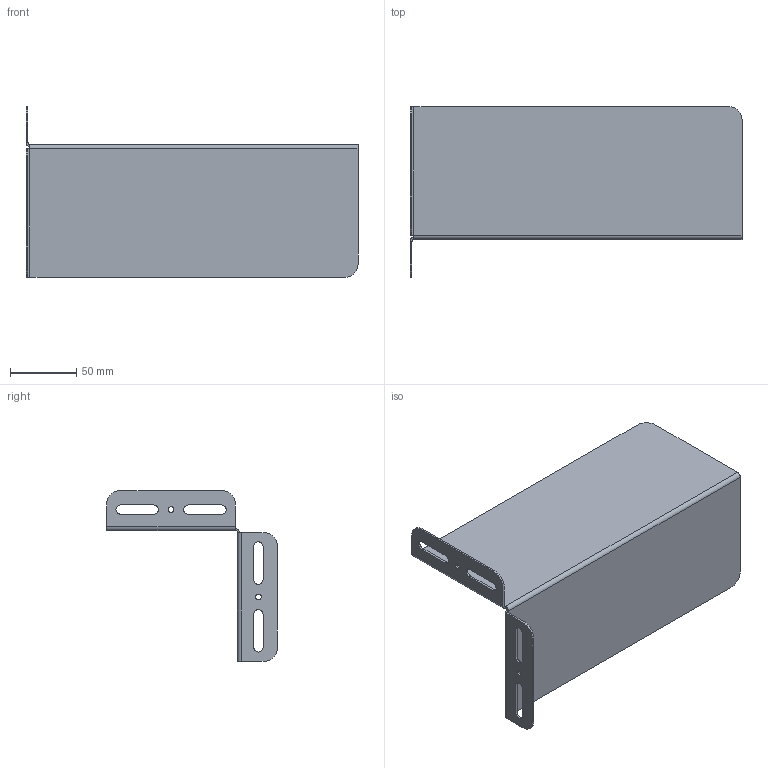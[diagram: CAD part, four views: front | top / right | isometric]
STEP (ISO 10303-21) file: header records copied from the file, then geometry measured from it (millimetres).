
FILE_DESCRIPTION(/* description */ (''),/* implementation_level */ '2;1');
FILE_NAME(/* name */ '06_LSS-120L.stp',/* time_stamp */ '2022-11-23T09:57:00+03:00',/* author */ ('atupikov'),/* organization */ (''),/* preprocessor_version */ 'ST-DEVELOPER v18',/* originating_system */ 'Autodesk Inventor 2020',/* authorisation */ '');
FILE_SCHEMA (('AUTOMOTIVE_DESIGN { 1 0 10303 214 3 1 1 }'));
Length unit declared in the file: millimetre
Products named in the file (1): 06_LSS-120L
Bounding box: 250 x 128.5 x 128.5 mm (x, y, z)
Volume: 80555 mm3; surface area: 109360.9 mm2
Topology: 1 solids, 1 shells, 191 faces, 504 edges, 328 vertices
Faces by surface type: plane 105, cylinder 86
Full cylindrical faces by diameter (mm): 4.2 x2, 7.925 x1
Entity records: 5999 total; most frequent: DIRECTION 1060, CARTESIAN_POINT 1024, ORIENTED_EDGE 1008, EDGE_CURVE 504, AXIS2_PLACEMENT_3D 364, LINE 332, VECTOR 332, VERTEX_POINT 328
